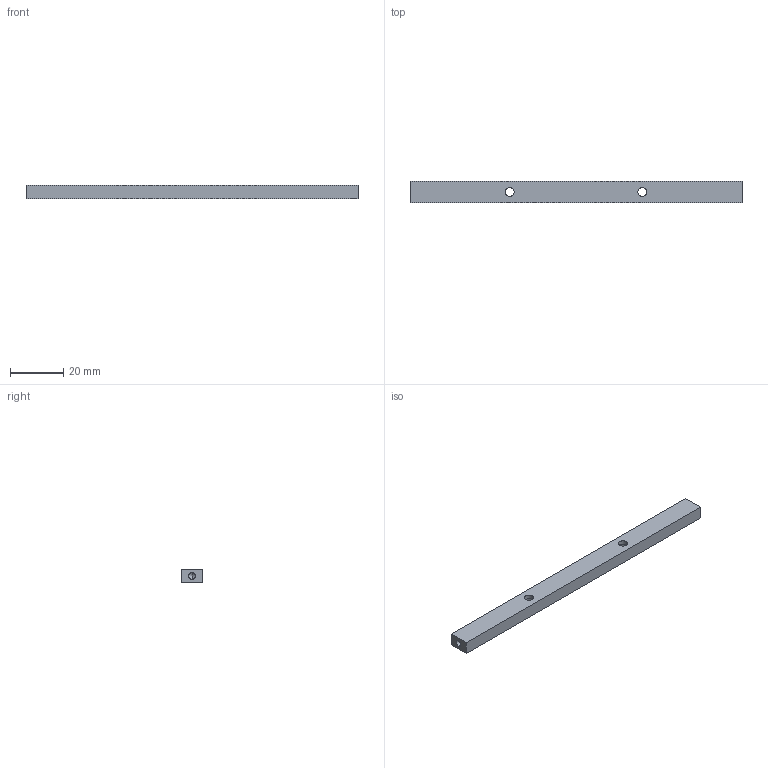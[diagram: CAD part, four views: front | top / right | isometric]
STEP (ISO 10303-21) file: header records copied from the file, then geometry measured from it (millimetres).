
FILE_DESCRIPTION (( 'STEP AP203' ), '1' );
FILE_NAME ('batteryandcomputerholder.STEP', '2024-10-14T02:33:38', ( 'lance' ), ( '' ), 'SwSTEP 2.0', 'SolidWorks 2021', '' );
FILE_SCHEMA (( 'CONFIG_CONTROL_DESIGN' ));
Length unit declared in the file: millimetre
Products named in the file (1): batteryandcomputerholder
Bounding box: 125 x 8 x 5 mm (x, y, z)
Volume: 4702.6 mm3; surface area: 3575.5 mm2
Topology: 1 solids, 1 shells, 24 faces, 56 edges, 34 vertices
Faces by surface type: cylinder 12, plane 8, cone 4
Entity records: 749 total; most frequent: DIRECTION 126, CARTESIAN_POINT 111, ORIENTED_EDGE 104, EDGE_CURVE 52, AXIS2_PLACEMENT_3D 49, VERTEX_POINT 34, EDGE_LOOP 32, VECTOR 28
